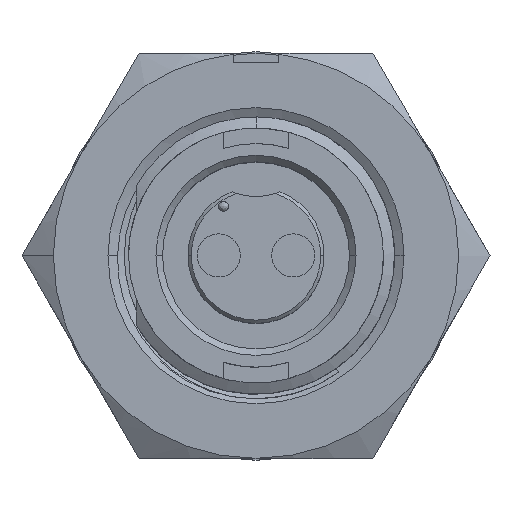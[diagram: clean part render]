
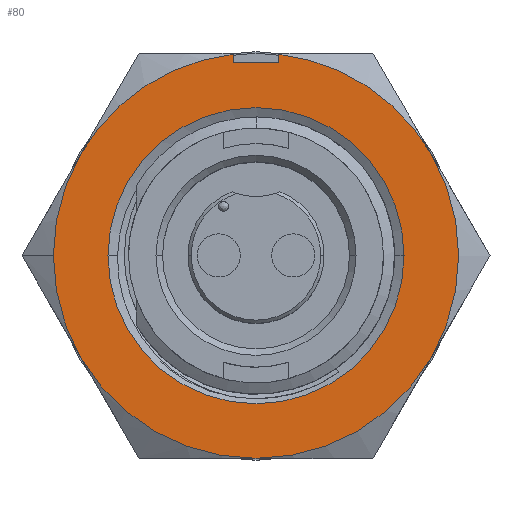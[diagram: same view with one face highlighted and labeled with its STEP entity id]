
A CAD part, top view. The second image highlights one B-rep face of the part: STEP entity #80.
In plain terms, the highlighted planar face has unit normal (0, 0, 1).
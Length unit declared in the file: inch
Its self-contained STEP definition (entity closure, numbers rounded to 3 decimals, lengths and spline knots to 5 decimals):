
#15 = EDGE_CURVE ( 'NONE', #5452, #5447, #166, .T. ) ;
#38 = EDGE_CURVE ( 'NONE', #6352, #5486, #86, .T. ) ;
#60 = EDGE_CURVE ( 'NONE', #6317, #6128, #383, .T. ) ;
#80 = ADVANCED_FACE ( 'NONE', ( #771, #698 ), #9600, .F. ) ;
#85 = EDGE_CURVE ( 'NONE', #5493, #5476, #9455, .T. ) ;
#86 = CIRCLE ( 'NONE', #852, 0.31 ) ;
#116 = CIRCLE ( 'NONE', #639, 0.2265 ) ;
#125 = EDGE_CURVE ( 'NONE', #5352, #6123, #116, .T. ) ;
#149 = EDGE_CURVE ( 'NONE', #5486, #5476, #397, .T. ) ;
#166 = CIRCLE ( 'NONE', #829, 0.31 ) ;
#253 = EDGE_CURVE ( 'NONE', #5447, #6317, #272, .T. ) ;
#260 = CIRCLE ( 'NONE', #1089, 0.2265 ) ;
#272 = CIRCLE ( 'NONE', #515, 0.31 ) ;
#338 = CIRCLE ( 'NONE', #965, 0.31 ) ;
#363 = CIRCLE ( 'NONE', #887, 0.31 ) ;
#383 = CIRCLE ( 'NONE', #934, 0.31 ) ;
#397 = CIRCLE ( 'NONE', #601, 0.31 ) ;
#443 = EDGE_CURVE ( 'NONE', #6283, #5452, #363, .T. ) ;
#497 = EDGE_CURVE ( 'NONE', #6283, #6334, #10751, .T. ) ;
#515 = AXIS2_PLACEMENT_3D ( 'NONE', #8541, #8540, #8534 ) ;
#601 = AXIS2_PLACEMENT_3D ( 'NONE', #3918, #3913, #3921 ) ;
#639 = AXIS2_PLACEMENT_3D ( 'NONE', #4475, #4400, #4357 ) ;
#698 = FACE_OUTER_BOUND ( 'NONE', #5856, .T. ) ;
#700 = AXIS2_PLACEMENT_3D ( 'NONE', #9474, #9570, #9785 ) ;
#703 = VECTOR ( 'NONE', #1256, 39.37008 ) ;
#709 = VECTOR ( 'NONE', #9683, 39.37008 ) ;
#771 = FACE_BOUND ( 'NONE', #5421, .T. ) ;
#829 = AXIS2_PLACEMENT_3D ( 'NONE', #6088, #6081, #6079 ) ;
#852 = AXIS2_PLACEMENT_3D ( 'NONE', #3440, #3270, #3430 ) ;
#887 = AXIS2_PLACEMENT_3D ( 'NONE', #2239, #2238, #2237 ) ;
#934 = AXIS2_PLACEMENT_3D ( 'NONE', #3371, #3479, #3586 ) ;
#965 = AXIS2_PLACEMENT_3D ( 'NONE', #1432, #1433, #1434 ) ;
#995 = VECTOR ( 'NONE', #10753, 39.37008 ) ;
#1089 = AXIS2_PLACEMENT_3D ( 'NONE', #11023, #11030, #11031 ) ;
#1254 = LINE ( 'NONE', #1255, #703 ) ;
#1255 = CARTESIAN_POINT ( 'NONE',  ( -0.035, 0.295, 0.293 ) ) ;
#1256 = DIRECTION ( 'NONE',  ( -1., 0., 0. ) ) ;
#1432 = CARTESIAN_POINT ( 'NONE',  ( 0., 0., 0.293 ) ) ;
#1433 = DIRECTION ( 'NONE',  ( 0., 0., -1. ) ) ;
#1434 = DIRECTION ( 'NONE',  ( -1., 0., 0. ) ) ;
#2237 = DIRECTION ( 'NONE',  ( -1., 0., 0. ) ) ;
#2238 = DIRECTION ( 'NONE',  ( 0., 0., -1. ) ) ;
#2239 = CARTESIAN_POINT ( 'NONE',  ( 0., 0., 0.293 ) ) ;
#3270 = DIRECTION ( 'NONE',  ( 0., 0., -1. ) ) ;
#3371 = CARTESIAN_POINT ( 'NONE',  ( 0., 0., 0.293 ) ) ;
#3430 = DIRECTION ( 'NONE',  ( -1., 0., 0. ) ) ;
#3440 = CARTESIAN_POINT ( 'NONE',  ( 0., 0., 0.293 ) ) ;
#3479 = DIRECTION ( 'NONE',  ( 0., 0., -1. ) ) ;
#3586 = DIRECTION ( 'NONE',  ( -1., 0., 0. ) ) ;
#3913 = DIRECTION ( 'NONE',  ( 0., 0., -1. ) ) ;
#3918 = CARTESIAN_POINT ( 'NONE',  ( 0., 0., 0.293 ) ) ;
#3921 = DIRECTION ( 'NONE',  ( -1., 0., 0. ) ) ;
#4357 = DIRECTION ( 'NONE',  ( 1., 0., 0. ) ) ;
#4400 = DIRECTION ( 'NONE',  ( 0., 0., 1. ) ) ;
#4475 = CARTESIAN_POINT ( 'NONE',  ( 0., 0., 0.293 ) ) ;
#5352 = VERTEX_POINT ( 'NONE', #10778 ) ;
#5421 = EDGE_LOOP ( 'NONE', ( #5927, #6300 ) ) ;
#5447 = VERTEX_POINT ( 'NONE', #10819 ) ;
#5452 = VERTEX_POINT ( 'NONE', #10821 ) ;
#5476 = VERTEX_POINT ( 'NONE', #10831 ) ;
#5486 = VERTEX_POINT ( 'NONE', #10837 ) ;
#5493 = VERTEX_POINT ( 'NONE', #10841 ) ;
#5831 = ORIENTED_EDGE ( 'NONE', *, *, #149, .F. ) ;
#5856 = EDGE_LOOP ( 'NONE', ( #5831, #6370, #5997, #6022, #6002, #5987, #5957, #5989, #6159, #6004 ) ) ;
#5927 = ORIENTED_EDGE ( 'NONE', *, *, #125, .F. ) ;
#5957 = ORIENTED_EDGE ( 'NONE', *, *, #443, .F. ) ;
#5987 = ORIENTED_EDGE ( 'NONE', *, *, #15, .F. ) ;
#5989 = ORIENTED_EDGE ( 'NONE', *, *, #497, .T. ) ;
#5997 = ORIENTED_EDGE ( 'NONE', *, *, #9149, .F. ) ;
#6002 = ORIENTED_EDGE ( 'NONE', *, *, #253, .F. ) ;
#6004 = ORIENTED_EDGE ( 'NONE', *, *, #85, .T. ) ;
#6022 = ORIENTED_EDGE ( 'NONE', *, *, #60, .F. ) ;
#6079 = DIRECTION ( 'NONE',  ( 0., 1., 0. ) ) ;
#6081 = DIRECTION ( 'NONE',  ( 0., 0., -1. ) ) ;
#6088 = CARTESIAN_POINT ( 'NONE',  ( 0., 0., 0.293 ) ) ;
#6123 = VERTEX_POINT ( 'NONE', #10857 ) ;
#6128 = VERTEX_POINT ( 'NONE', #10860 ) ;
#6159 = ORIENTED_EDGE ( 'NONE', *, *, #9111, .T. ) ;
#6283 = VERTEX_POINT ( 'NONE', #10945 ) ;
#6300 = ORIENTED_EDGE ( 'NONE', *, *, #9067, .F. ) ;
#6317 = VERTEX_POINT ( 'NONE', #10967 ) ;
#6334 = VERTEX_POINT ( 'NONE', #10980 ) ;
#6352 = VERTEX_POINT ( 'NONE', #10991 ) ;
#6370 = ORIENTED_EDGE ( 'NONE', *, *, #38, .F. ) ;
#8534 = DIRECTION ( 'NONE',  ( -1., 0., 0. ) ) ;
#8540 = DIRECTION ( 'NONE',  ( 0., 0., -1. ) ) ;
#8541 = CARTESIAN_POINT ( 'NONE',  ( 0., 0., 0.293 ) ) ;
#9067 = EDGE_CURVE ( 'NONE', #6123, #5352, #260, .T. ) ;
#9111 = EDGE_CURVE ( 'NONE', #6334, #5493, #1254, .T. ) ;
#9149 = EDGE_CURVE ( 'NONE', #6128, #6352, #338, .T. ) ;
#9455 = LINE ( 'NONE', #9687, #709 ) ;
#9474 = CARTESIAN_POINT ( 'NONE',  ( 0., -0.62, 0.293 ) ) ;
#9570 = DIRECTION ( 'NONE',  ( 0., 0., -1. ) ) ;
#9600 = PLANE ( 'NONE',  #700 ) ;
#9683 = DIRECTION ( 'NONE',  ( 0., 1., 0. ) ) ;
#9687 = CARTESIAN_POINT ( 'NONE',  ( -0.035, 0.35188, 0.293 ) ) ;
#9785 = DIRECTION ( 'NONE',  ( -1., 0., 0. ) ) ;
#10751 = LINE ( 'NONE', #10752, #995 ) ;
#10752 = CARTESIAN_POINT ( 'NONE',  ( 0.035, 0.35188, 0.293 ) ) ;
#10753 = DIRECTION ( 'NONE',  ( 0., -1., 0. ) ) ;
#10778 = CARTESIAN_POINT ( 'NONE',  ( 0.2265, 0., 0.293 ) ) ;
#10819 = CARTESIAN_POINT ( 'NONE',  ( 0.26847, -0.155, 0.293 ) ) ;
#10821 = CARTESIAN_POINT ( 'NONE',  ( 0.26847, 0.155, 0.293 ) ) ;
#10831 = CARTESIAN_POINT ( 'NONE',  ( -0.035, 0.30802, 0.293 ) ) ;
#10837 = CARTESIAN_POINT ( 'NONE',  ( -0.26847, 0.155, 0.293 ) ) ;
#10841 = CARTESIAN_POINT ( 'NONE',  ( -0.035, 0.295, 0.293 ) ) ;
#10857 = CARTESIAN_POINT ( 'NONE',  ( -0.2265, 0., 0.293 ) ) ;
#10860 = CARTESIAN_POINT ( 'NONE',  ( -0.26847, -0.155, 0.293 ) ) ;
#10945 = CARTESIAN_POINT ( 'NONE',  ( 0.035, 0.30802, 0.293 ) ) ;
#10967 = CARTESIAN_POINT ( 'NONE',  ( 0., -0.31, 0.293 ) ) ;
#10980 = CARTESIAN_POINT ( 'NONE',  ( 0.035, 0.295, 0.293 ) ) ;
#10991 = CARTESIAN_POINT ( 'NONE',  ( -0.31, 0., 0.293 ) ) ;
#11023 = CARTESIAN_POINT ( 'NONE',  ( 0., 0., 0.293 ) ) ;
#11030 = DIRECTION ( 'NONE',  ( 0., 0., 1. ) ) ;
#11031 = DIRECTION ( 'NONE',  ( 1., 0., 0. ) ) ;
